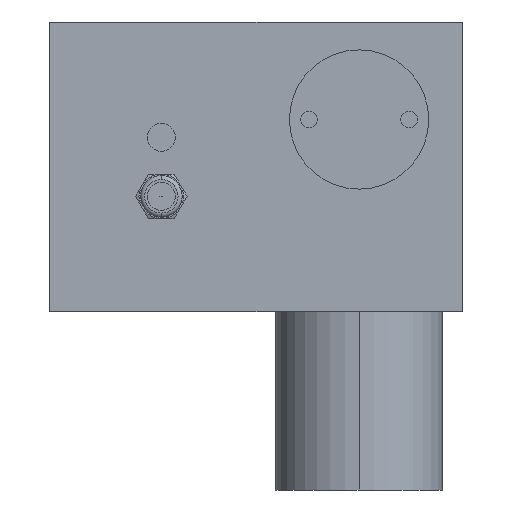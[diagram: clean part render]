
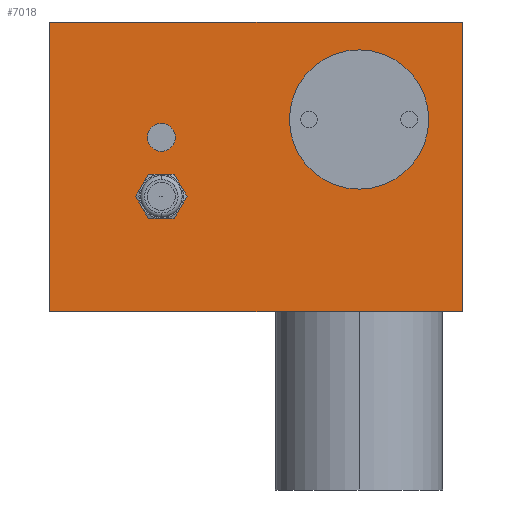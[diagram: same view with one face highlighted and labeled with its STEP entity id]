
A CAD part, left-side view. The second image highlights one B-rep face of the part: STEP entity #7018.
In plain terms, the highlighted planar face has unit normal (-1, 0, 0).
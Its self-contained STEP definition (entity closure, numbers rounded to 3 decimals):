
#1111=DIRECTION('',(0.,0.,1.));
#1112=VECTOR('',#1111,52.);
#1113=CARTESIAN_POINT('',(0.,74.,-52.));
#1114=LINE('',#1113,#1112);
#1155=DIRECTION('',(0.,-1.,0.));
#1156=VECTOR('',#1155,74.);
#1157=CARTESIAN_POINT('',(0.,74.,-52.));
#1158=LINE('',#1157,#1156);
#1159=DIRECTION('',(0.,1.,0.));
#1160=VECTOR('',#1159,74.);
#1161=CARTESIAN_POINT('',(0.,0.,0.));
#1162=LINE('',#1161,#1160);
#1163=DIRECTION('',(0.,0.,1.));
#1164=VECTOR('',#1163,52.);
#1165=CARTESIAN_POINT('',(0.,0.,-52.));
#1166=LINE('',#1165,#1164);
#1167=CARTESIAN_POINT('',(0.,18.5,-17.5));
#1168=DIRECTION('',(1.,0.,0.));
#1169=DIRECTION('',(0.,0.,-1.));
#1170=AXIS2_PLACEMENT_3D('',#1167,#1168,#1169);
#1172=CARTESIAN_POINT('',(0.,18.5,-17.5));
#1173=DIRECTION('',(1.,0.,0.));
#1174=DIRECTION('',(0.,0.,1.));
#1175=AXIS2_PLACEMENT_3D('',#1172,#1173,#1174);
#1177=CARTESIAN_POINT('',(0.,54.,-20.7));
#1178=DIRECTION('',(1.,0.,0.));
#1179=DIRECTION('',(0.,0.,-1.));
#1180=AXIS2_PLACEMENT_3D('',#1177,#1178,#1179);
#1182=CARTESIAN_POINT('',(0.,54.,-20.7));
#1183=DIRECTION('',(1.,0.,0.));
#1184=DIRECTION('',(0.,0.,1.));
#1185=AXIS2_PLACEMENT_3D('',#1182,#1183,#1184);
#1187=CARTESIAN_POINT('',(0.,54.,-31.3));
#1188=DIRECTION('',(-1.,0.,0.));
#1189=DIRECTION('',(0.,-0.866,0.5));
#1190=AXIS2_PLACEMENT_3D('',#1187,#1188,#1189);
#1192=CARTESIAN_POINT('',(0.,54.,-31.3));
#1193=DIRECTION('',(-1.,0.,0.));
#1194=DIRECTION('',(0.,0.,1.));
#1195=AXIS2_PLACEMENT_3D('',#1192,#1193,#1194);
#1197=CARTESIAN_POINT('',(0.,54.,-31.3));
#1198=DIRECTION('',(-1.,0.,0.));
#1199=DIRECTION('',(0.,0.866,0.5));
#1200=AXIS2_PLACEMENT_3D('',#1197,#1198,#1199);
#1202=CARTESIAN_POINT('',(0.,54.,-31.3));
#1203=DIRECTION('',(-1.,0.,0.));
#1204=DIRECTION('',(0.,0.866,-0.5));
#1205=AXIS2_PLACEMENT_3D('',#1202,#1203,#1204);
#1207=CARTESIAN_POINT('',(0.,54.,-31.3));
#1208=DIRECTION('',(-1.,0.,0.));
#1209=DIRECTION('',(0.,0.,-1.));
#1210=AXIS2_PLACEMENT_3D('',#1207,#1208,#1209);
#1212=CARTESIAN_POINT('',(0.,54.,-31.3));
#1213=DIRECTION('',(-1.,0.,0.));
#1214=DIRECTION('',(0.,-0.866,-0.5));
#1215=AXIS2_PLACEMENT_3D('',#1212,#1213,#1214);
#4607=CARTESIAN_POINT('',(0.,0.,-52.));
#4608=VERTEX_POINT('',#4607);
#4609=CARTESIAN_POINT('',(0.,74.,-52.));
#4610=VERTEX_POINT('',#4609);
#4639=CARTESIAN_POINT('',(0.,0.,0.));
#4640=VERTEX_POINT('',#4639);
#4641=CARTESIAN_POINT('',(0.,74.,0.));
#4642=VERTEX_POINT('',#4641);
#5247=CARTESIAN_POINT('',(0.,18.5,-30.));
#5248=CARTESIAN_POINT('',(0.,18.5,-5.));
#5249=VERTEX_POINT('',#5247);
#5250=VERTEX_POINT('',#5248);
#5251=CARTESIAN_POINT('',(0.,54.,-23.2));
#5252=CARTESIAN_POINT('',(0.,54.,-18.2));
#5253=VERTEX_POINT('',#5251);
#5254=VERTEX_POINT('',#5252);
#5937=CARTESIAN_POINT('',(0.,50.536,-29.3));
#5938=CARTESIAN_POINT('',(0.,54.,-27.3));
#5939=VERTEX_POINT('',#5937);
#5940=VERTEX_POINT('',#5938);
#5941=CARTESIAN_POINT('',(0.,57.464,-33.3));
#5942=CARTESIAN_POINT('',(0.,54.,-35.3));
#5943=VERTEX_POINT('',#5941);
#5944=VERTEX_POINT('',#5942);
#5945=CARTESIAN_POINT('',(0.,50.536,-33.3));
#5946=VERTEX_POINT('',#5945);
#5947=CARTESIAN_POINT('',(0.,57.464,-29.3));
#5948=VERTEX_POINT('',#5947);
#6980=CARTESIAN_POINT('',(0.,37.,-26.));
#6981=DIRECTION('',(1.,0.,0.));
#6982=DIRECTION('',(0.,-1.,0.));
#6983=AXIS2_PLACEMENT_3D('',#6980,#6981,#6982);
#6984=PLANE('',#6983);
#6985=ORIENTED_EDGE('',*,*,#6818,.F.);
#6986=ORIENTED_EDGE('',*,*,#6951,.T.);
#6987=ORIENTED_EDGE('',*,*,#6256,.F.);
#6989=ORIENTED_EDGE('',*,*,#6988,.F.);
#6990=EDGE_LOOP('',(#6985,#6986,#6987,#6989));
#6991=FACE_OUTER_BOUND('',#6990,.F.);
#6993=ORIENTED_EDGE('',*,*,#6992,.F.);
#6995=ORIENTED_EDGE('',*,*,#6994,.F.);
#6996=EDGE_LOOP('',(#6993,#6995));
#6997=FACE_BOUND('',#6996,.F.);
#6999=ORIENTED_EDGE('',*,*,#6998,.F.);
#7001=ORIENTED_EDGE('',*,*,#7000,.F.);
#7002=EDGE_LOOP('',(#6999,#7001));
#7003=FACE_BOUND('',#7002,.F.);
#7005=ORIENTED_EDGE('',*,*,#7004,.T.);
#7007=ORIENTED_EDGE('',*,*,#7006,.T.);
#7009=ORIENTED_EDGE('',*,*,#7008,.T.);
#7011=ORIENTED_EDGE('',*,*,#7010,.T.);
#7013=ORIENTED_EDGE('',*,*,#7012,.T.);
#7015=ORIENTED_EDGE('',*,*,#7014,.T.);
#7016=EDGE_LOOP('',(#7005,#7007,#7009,#7011,#7013,#7015));
#7017=FACE_BOUND('',#7016,.F.);
#7018=ADVANCED_FACE('',(#6991,#6997,#7003,#7017),#6984,.F.);
#1171=CIRCLE('',#1170,12.5);
#1176=CIRCLE('',#1175,12.5);
#1181=CIRCLE('',#1180,2.5);
#1186=CIRCLE('',#1185,2.5);
#1191=CIRCLE('',#1190,4.);
#1196=CIRCLE('',#1195,4.);
#1201=CIRCLE('',#1200,4.);
#1206=CIRCLE('',#1205,4.);
#1211=CIRCLE('',#1210,4.);
#1216=CIRCLE('',#1215,4.);
#6256=EDGE_CURVE('',#4640,#4642,#1162,.T.);
#6818=EDGE_CURVE('',#4610,#4608,#1158,.T.);
#6951=EDGE_CURVE('',#4610,#4642,#1114,.T.);
#6988=EDGE_CURVE('',#4608,#4640,#1166,.T.);
#6992=EDGE_CURVE('',#5249,#5250,#1171,.T.);
#6994=EDGE_CURVE('',#5250,#5249,#1176,.T.);
#6998=EDGE_CURVE('',#5253,#5254,#1181,.T.);
#7000=EDGE_CURVE('',#5254,#5253,#1186,.T.);
#7004=EDGE_CURVE('',#5939,#5940,#1191,.T.);
#7006=EDGE_CURVE('',#5940,#5948,#1196,.T.);
#7008=EDGE_CURVE('',#5948,#5943,#1201,.T.);
#7010=EDGE_CURVE('',#5943,#5944,#1206,.T.);
#7012=EDGE_CURVE('',#5944,#5946,#1211,.T.);
#7014=EDGE_CURVE('',#5946,#5939,#1216,.T.);
